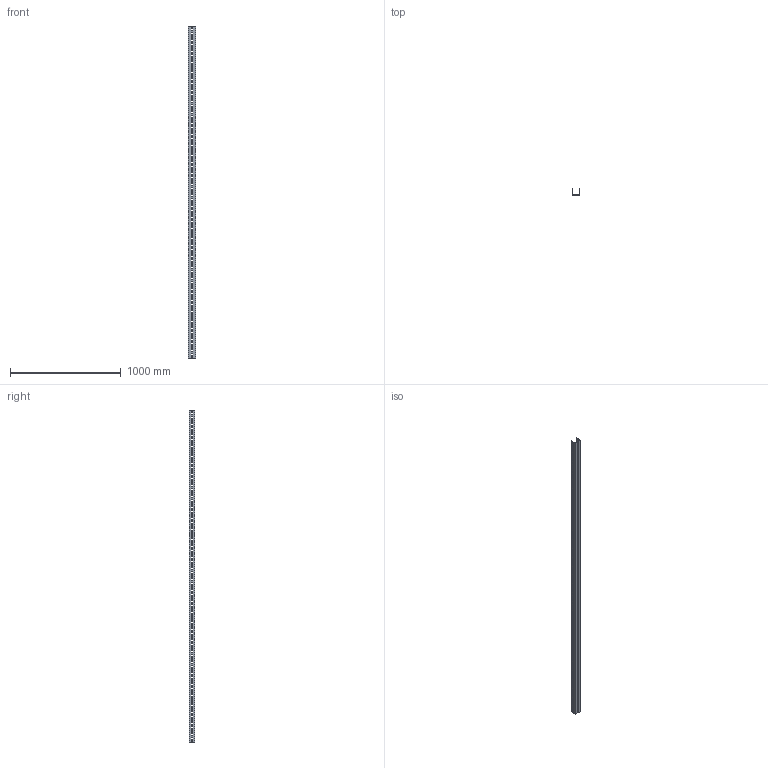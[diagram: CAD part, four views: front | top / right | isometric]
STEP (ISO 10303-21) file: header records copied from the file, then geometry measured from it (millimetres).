
FILE_DESCRIPTION (( 'STEP AP214' ), '1' );
FILE_NAME ('6341970.STEP', '2020-04-06T08:26:48', ( '' ), ( '' ), 'SwSTEP 2.0', 'SolidWorks 2018', '' );
FILE_SCHEMA (( 'AUTOMOTIVE_DESIGN' ));
Length unit declared in the file: millimetre
Products named in the file (1): 6341970
Bounding box: 70 x 50 x 3000 mm (x, y, z)
Volume: 1571084.6 mm3; surface area: 879945.6 mm2
Topology: 1 solids, 1 shells, 914 faces, 2736 edges, 1824 vertices
Faces by surface type: cylinder 540, plane 374
Entity records: 31954 total; most frequent: DIRECTION 5646, CARTESIAN_POINT 5475, ORIENTED_EDGE 5472, EDGE_CURVE 2736, AXIS2_PLACEMENT_3D 1995, VERTEX_POINT 1824, LINE 1656, VECTOR 1656
